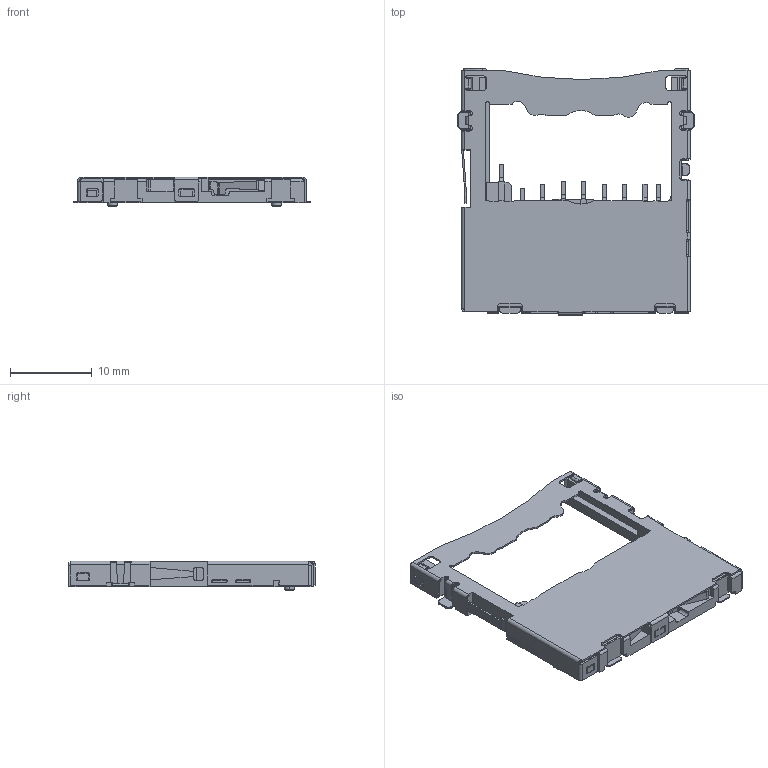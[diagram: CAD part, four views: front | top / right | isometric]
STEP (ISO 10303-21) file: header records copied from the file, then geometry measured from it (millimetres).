
FILE_DESCRIPTION (( 'STEP AP214' ), '1' );
FILE_NAME ('User Library-SD card push-push_molex.STEP', '2013-05-23T18:38:20', ( 'Windows User' ), ( '' ), 'SwSTEP 2.0', 'SolidWorks 2013', '' );
FILE_SCHEMA (( 'AUTOMOTIVE_DESIGN' ));
Length unit declared in the file: millimetre
Products named in the file (1): User Library-SD card push-push_molex
Bounding box: 28.9 x 30.05 x 3.6 mm (x, y, z)
Volume: 963.4 mm3; surface area: 2791.8 mm2
Topology: 5 solids, 5 shells, 1108 faces, 3208 edges, 2087 vertices
Faces by surface type: plane 803, cylinder 285, cone 16, bspline 4
Entity records: 41873 total; most frequent: CARTESIAN_POINT 7100, ORIENTED_EDGE 6416, DIRECTION 5862, EDGE_CURVE 3208, VECTOR 2542, LINE 2542, VERTEX_POINT 2087, AXIS2_PLACEMENT_3D 1660
